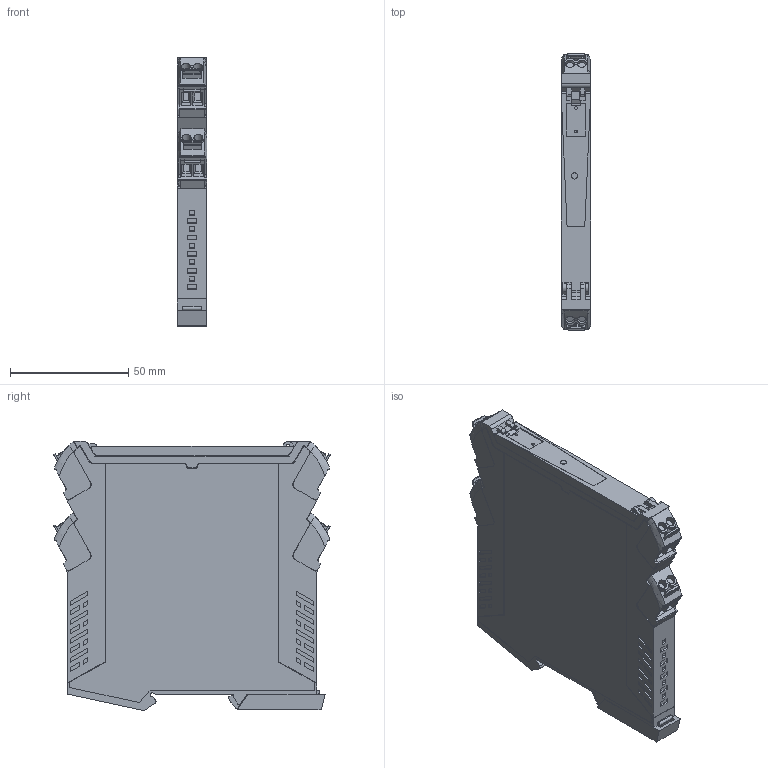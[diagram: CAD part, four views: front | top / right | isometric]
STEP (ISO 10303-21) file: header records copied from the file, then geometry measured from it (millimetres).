
FILE_DESCRIPTION(('CATIA V5 STEP Exchange','CAx-IF Rec.Pracs.--- Model Styling and Organization---1.4--- 2014-01-23'),'2;1');
FILE_NAME ('D1410468_1_1477420000_S3D_ACT20P_AI_AO_XXX_S.stp','2020-02-28T11:23:49+00:00',('none'),('Weidmueller'),'CATIA Version 5-6 Release 2016 SP3 HF44','CATIA V5 STEP AP214','none');
FILE_SCHEMA(('AUTOMOTIVE_DESIGN { 1 0 10303 214 1 1 1 1 }'));
Length unit declared in the file: millimetre
Products named in the file (1): 1477420000
Bounding box: 12.57 x 117.24 x 114.02 mm (x, y, z)
Volume: 143359 mm3; surface area: 44640.5 mm2
Topology: 22 solids, 22 shells, 1428 faces, 4296 edges, 2984 vertices
Faces by surface type: plane 1063, cylinder 305, extrusion 28, revolution 16, bspline 8, sphere 8
Entity records: 48824 total; most frequent: CARTESIAN_POINT 11646, ORIENTED_EDGE 8580, DIRECTION 5457, EDGE_CURVE 4290, VERTEX_POINT 2984, VECTOR 2904, LINE 2876, AXIS2_PLACEMENT_3D 1577
